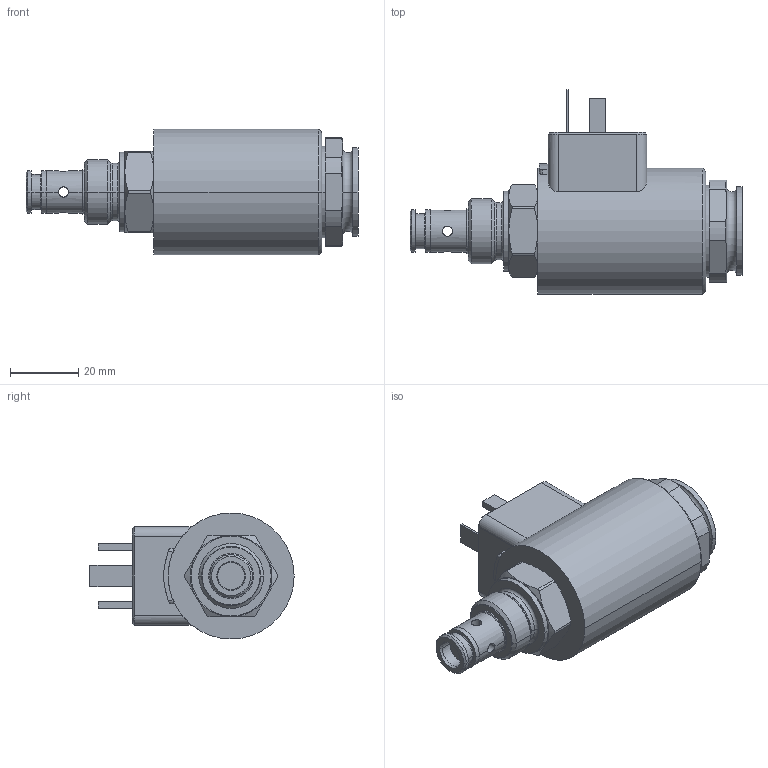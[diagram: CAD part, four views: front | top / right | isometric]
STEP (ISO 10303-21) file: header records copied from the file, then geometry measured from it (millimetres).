
FILE_DESCRIPTION((''),'2;1');
FILE_NAME('SD2E_A2_HXTP_E1_V002','2014-08-22T',('j.koudelka'),(''),'PRO/ENGINEER BY PARAMETRIC TECHNOLOGY CORPORATION, 2014090','PRO/ENGINEER BY PARAMETRIC TECHNOLOGY CORPORATION, 2014090','');
FILE_SCHEMA(('AUTOMOTIVE_DESIGN { 1 0 10303 214 1 1 1 1 }'));
Length unit declared in the file: millimetre
Products named in the file (1): SD2E_A2_HXTP_E1_V002
Bounding box: 97.55 x 60 x 37 mm (x, y, z)
Volume: 79401.6 mm3; surface area: 14287.5 mm2
Topology: 1 solids, 3 shells, 171 faces, 411 edges, 263 vertices
Faces by surface type: plane 62, cylinder 61, cone 36, torus 12
Entity records: 6819 total; most frequent: CARTESIAN_POINT 1815, DIRECTION 855, ORIENTED_EDGE 790, EDGE_CURVE 399, AXIS2_PLACEMENT_3D 330, VERTEX_POINT 243, VECTOR 195, LINE 195
